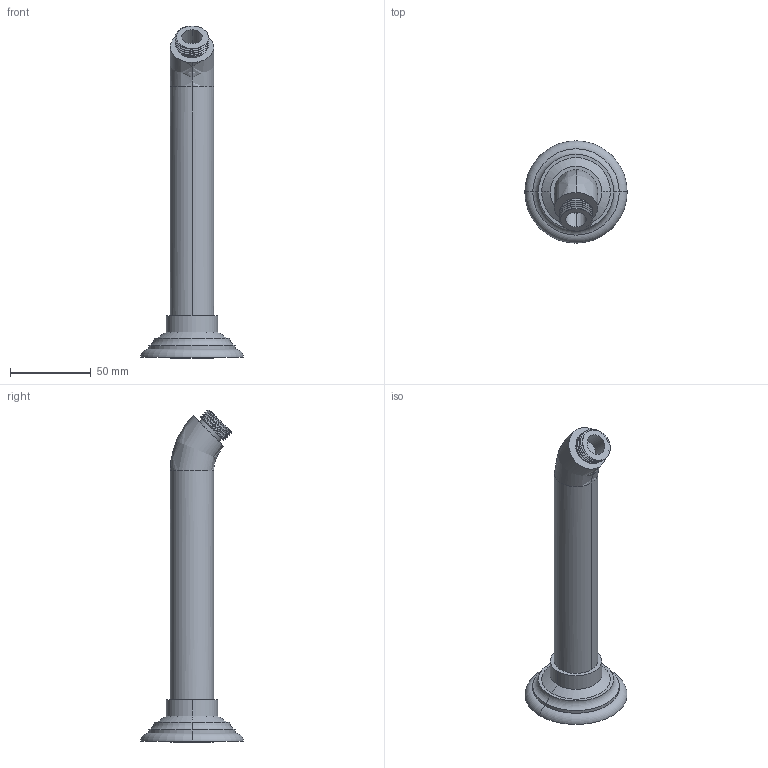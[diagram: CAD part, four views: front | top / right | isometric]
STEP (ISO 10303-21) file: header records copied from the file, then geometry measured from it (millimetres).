
FILE_DESCRIPTION((''),'2;1');
FILE_NAME('201-1','2021-08-27T09:38:55',('rsmith'),(''),'CREO PARAMETRIC BY PTC INC, 2018400','CREO PARAMETRIC BY PTC INC, 2018400','');
FILE_SCHEMA(('AUTOMOTIVE_DESIGN { 1 0 10303 214 1 1 1 1 }'));
Length unit declared in the file: inch
Products named in the file (1): 201-1
Bounding box: 63.5 x 63.5 x 205.94 mm (x, y, z)
Volume: 139197.8 mm3; surface area: 24704.3 mm2
Topology: 1 solids, 1 shells, 42 faces, 92 edges, 58 vertices
Faces by surface type: cylinder 16, bspline 14, plane 8, torus 4
Entity records: 4003 total; most frequent: CARTESIAN_POINT 2453, ORIENTED_EDGE 184, COLOUR_RGB 147, DIRECTION 134, PRESENTATION_STYLE_ASSIGNMENT 122, STYLED_ITEM 93, CURVE_STYLE 92, EDGE_CURVE 92
